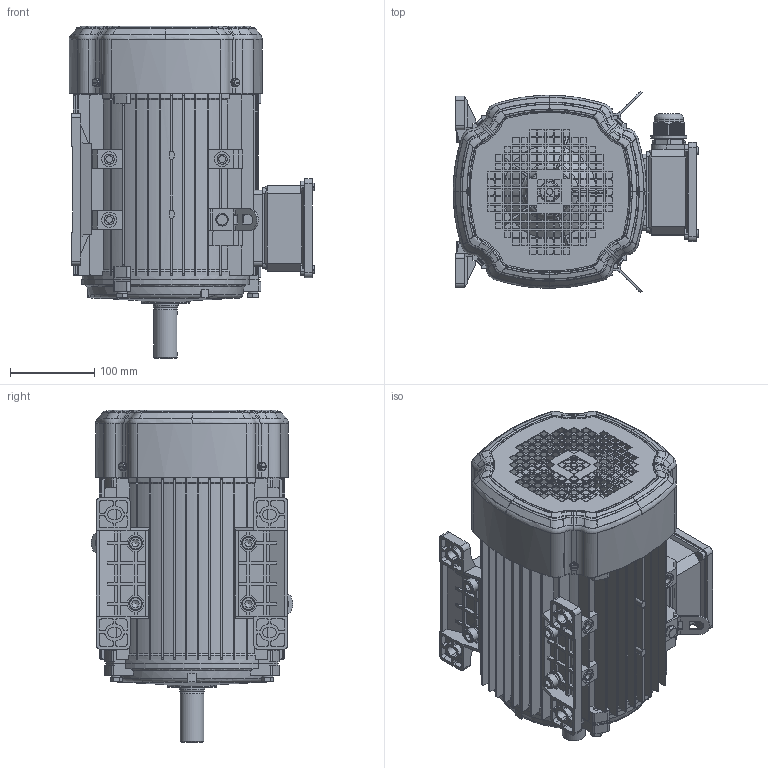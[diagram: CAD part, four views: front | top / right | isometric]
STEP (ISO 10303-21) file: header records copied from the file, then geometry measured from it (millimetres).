
FILE_DESCRIPTION(/* description */ (''),/* implementation_level */ '2;1');
FILE_NAME(/* name */ 'JL4-112-B3.step',/* time_stamp */ '2023-12-02T14:06:14+08:00',/* author */ (''),/* organization */ (''),/* preprocessor_version */ 'ST-DEVELOPER v16',/* originating_system */ 'SIEMENS PLM Software NX 10.0',/* authorisation */ '');
FILE_SCHEMA (('AUTOMOTIVE_DESIGN { 1 0 10303 214 3 1 1 1 }'));
Length unit declared in the file: millimetre
Products named in the file (1): JL4-112-B3
Bounding box: 291.5 x 239.33 x 394 mm (x, y, z)
Volume: 2331910.7 mm3; surface area: 1271859.5 mm2
Topology: 59 solids, 59 shells, 4593 faces, 12843 edges, 8486 vertices
Faces by surface type: plane 2493, cylinder 1461, bspline 288, cone 176, torus 175
Full cylindrical faces by diameter (mm): 4 x4, 4.48 x8, 4.8 x10, 5 x19, 5.3 x4, 5.8 x14, 8 x33, 8.58 x2, 10 x9, 11 x6, 12 x12, 13 x4, 14.785 x2, 16 x4, 17 x4, 18 x12, 22 x1, 22.9 x1, 24.2 x3, 26 x3, 27 x1, 28 x1, 29 x2, 30 x16, 31 x6, 32 x19, 33 x6, 34 x6, 34.5 x1, 38 x1
Entity records: 203410 total; most frequent: CARTESIAN_POINT 88959, ORIENTED_EDGE 24508, DIRECTION 22190, EDGE_CURVE 12254, VERTEX_POINT 8277, AXIS2_PLACEMENT_3D 7635, LINE 6920, VECTOR 6920
